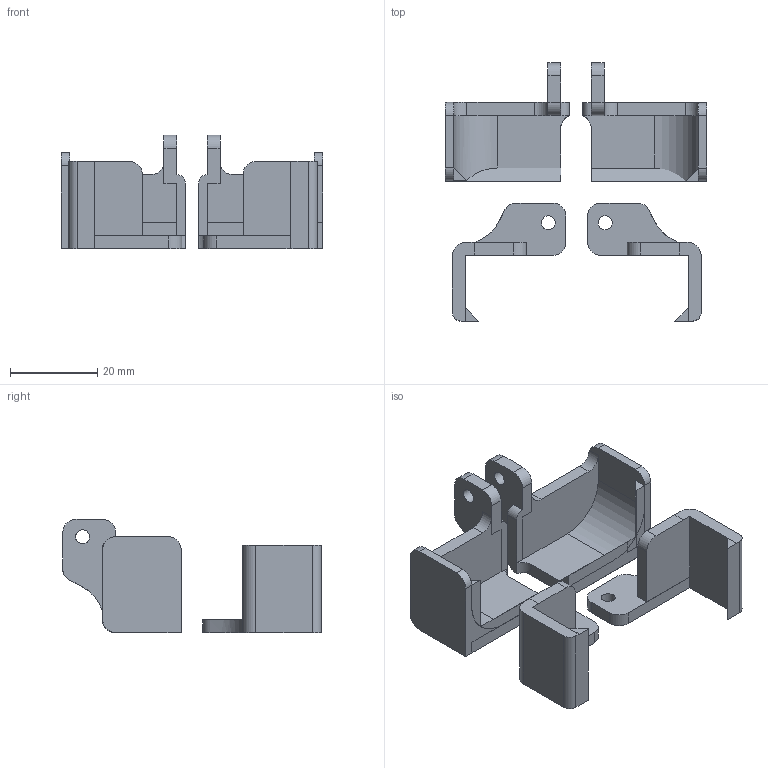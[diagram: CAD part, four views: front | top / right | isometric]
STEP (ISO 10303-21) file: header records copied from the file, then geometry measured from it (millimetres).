
FILE_DESCRIPTION(/* description */ (''),/* implementation_level */ '2;1');
FILE_NAME(/* name */ 'MFD Brackets v2.step',/* time_stamp */ '2019-03-25T08:27:28+00:00',/* author */ ('Neil.g.a.larmour'),/* organization */ (''),/* preprocessor_version */ 'ST-DEVELOPER v17.2',/* originating_system */ 'Autodesk Translation Framework v7.6.0.251',/* authorisation */ '');
FILE_SCHEMA (('AUTOMOTIVE_DESIGN { 1 0 10303 214 3 1 1 }'));
Length unit declared in the file: millimetre
Products named in the file (1): MFD Brackets
Bounding box: 60 x 59.16 x 25.99 mm (x, y, z)
Volume: 13293.3 mm3; surface area: 11000.9 mm2
Topology: 5 solids, 5 shells, 154 faces, 431 edges, 287 vertices
Faces by surface type: plane 112, cylinder 38, bspline 4
Full cylindrical faces by diameter (mm): 3.2 x4
Entity records: 5351 total; most frequent: CARTESIAN_POINT 1309, ORIENTED_EDGE 862, DIRECTION 792, EDGE_CURVE 431, LINE 332, VECTOR 332, VERTEX_POINT 287, AXIS2_PLACEMENT_3D 230
